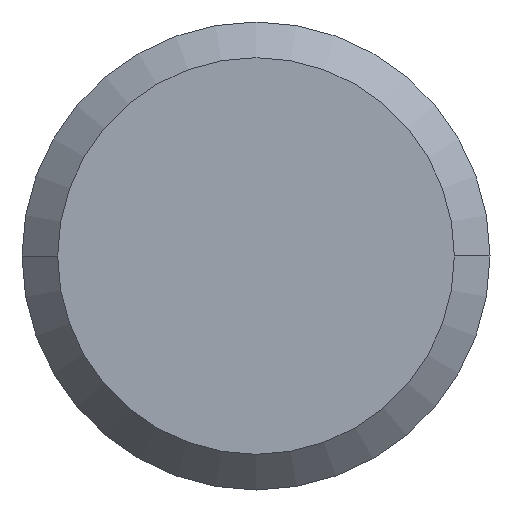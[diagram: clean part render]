
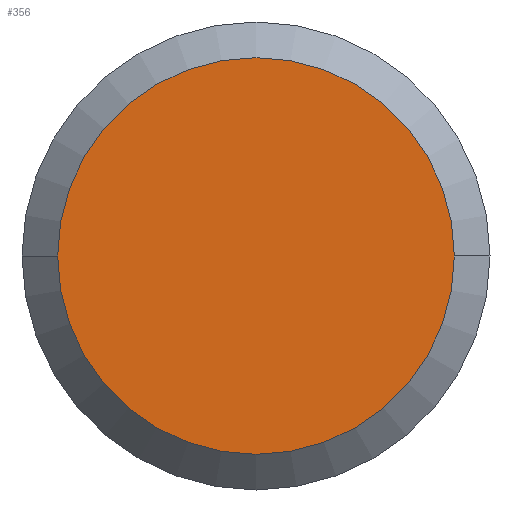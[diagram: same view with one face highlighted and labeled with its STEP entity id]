
A CAD part, left-side view. The second image highlights one B-rep face of the part: STEP entity #356.
In plain terms, the highlighted planar face has unit normal (-1, 0, 0).
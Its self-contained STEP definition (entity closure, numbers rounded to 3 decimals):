
#36 = EDGE_CURVE ( 'NONE', #116, #200, #411, .T. ) ;
#39 = ORIENTED_EDGE ( 'NONE', *, *, #220, .F. ) ;
#69 = DIRECTION ( 'NONE',  ( 1., 0., 0. ) ) ;
#71 = CARTESIAN_POINT ( 'NONE',  ( 0., -4.238, 0. ) ) ;
#91 = DIRECTION ( 'NONE',  ( 1., 0., 0. ) ) ;
#116 = VERTEX_POINT ( 'NONE', #390 ) ;
#188 = AXIS2_PLACEMENT_3D ( 'NONE', #282, #91, #250 ) ;
#200 = VERTEX_POINT ( 'NONE', #71 ) ;
#215 = AXIS2_PLACEMENT_3D ( 'NONE', #263, #69, #290 ) ;
#220 = EDGE_CURVE ( 'NONE', #200, #116, #256, .T. ) ;
#236 = EDGE_LOOP ( 'NONE', ( #392, #39 ) ) ;
#250 = DIRECTION ( 'NONE',  ( 0., 1., 0. ) ) ;
#256 = CIRCLE ( 'NONE', #215, 4.238 ) ;
#263 = CARTESIAN_POINT ( 'NONE',  ( 0., 0., 0. ) ) ;
#282 = CARTESIAN_POINT ( 'NONE',  ( 0., 0., 0. ) ) ;
#290 = DIRECTION ( 'NONE',  ( 0., 1., 0. ) ) ;
#304 = CARTESIAN_POINT ( 'NONE',  ( 0., 0., 0. ) ) ;
#356 = ADVANCED_FACE ( 'NONE', ( #366 ), #370, .T. ) ;
#366 = FACE_OUTER_BOUND ( 'NONE', #236, .T. ) ;
#370 = PLANE ( 'NONE',  #374 ) ;
#374 = AXIS2_PLACEMENT_3D ( 'NONE', #304, #400, #399 ) ;
#390 = CARTESIAN_POINT ( 'NONE',  ( 0., 4.238, 0. ) ) ;
#392 = ORIENTED_EDGE ( 'NONE', *, *, #36, .F. ) ;
#399 = DIRECTION ( 'NONE',  ( 0., -1., 0. ) ) ;
#400 = DIRECTION ( 'NONE',  ( -1., 0., 0. ) ) ;
#411 = CIRCLE ( 'NONE', #188, 4.238 ) ;
